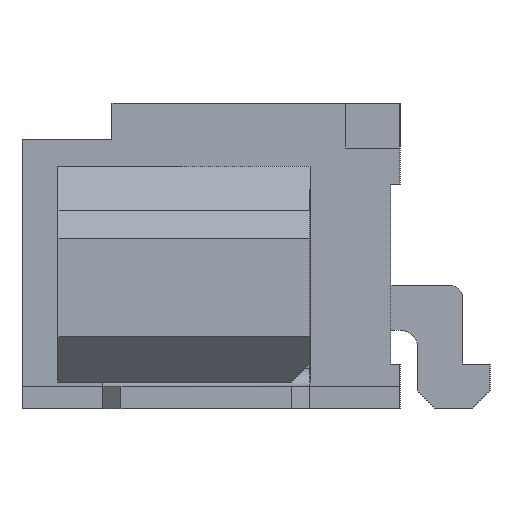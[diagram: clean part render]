
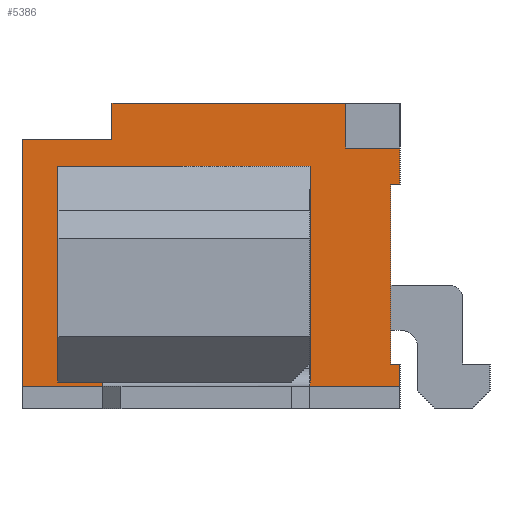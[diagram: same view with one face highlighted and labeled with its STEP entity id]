
A CAD part, left-side view. The second image highlights one B-rep face of the part: STEP entity #5386.
In plain terms, the highlighted planar face has unit normal (-1, 0, 0).
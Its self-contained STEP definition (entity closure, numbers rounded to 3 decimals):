
#69=DIRECTION('',(0.,0.,1.));
#70=VECTOR('',#69,0.25);
#71=CARTESIAN_POINT('',(-5.875,-2.1,-1.45));
#72=LINE('',#71,#70);
#189=DIRECTION('',(0.,0.,1.));
#190=VECTOR('',#189,0.4);
#191=CARTESIAN_POINT('',(-5.875,-2.1,0.8));
#192=LINE('',#191,#190);
#193=DIRECTION('',(0.,0.,1.));
#194=VECTOR('',#193,2.4);
#195=CARTESIAN_POINT('',(-5.875,-1.1,-1.4));
#196=LINE('',#195,#194);
#197=DIRECTION('',(0.,-1.,0.));
#198=VECTOR('',#197,2.8);
#199=CARTESIAN_POINT('',(-5.875,1.7,1.));
#200=LINE('',#199,#198);
#201=DIRECTION('',(0.,0.,1.));
#202=VECTOR('',#201,2.4);
#203=CARTESIAN_POINT('',(-5.875,1.7,-1.4));
#204=LINE('',#203,#202);
#205=DIRECTION('',(0.,-1.,0.));
#206=VECTOR('',#205,2.8);
#207=CARTESIAN_POINT('',(-5.875,1.7,-1.4));
#208=LINE('',#207,#206);
#209=DIRECTION('',(0.,1.,0.));
#210=VECTOR('',#209,0.6);
#211=CARTESIAN_POINT('',(-5.875,-2.1,1.2));
#212=LINE('',#211,#210);
#213=DIRECTION('',(0.,1.,0.));
#214=VECTOR('',#213,0.1);
#215=CARTESIAN_POINT('',(-5.875,-2.1,0.8));
#216=LINE('',#215,#214);
#217=DIRECTION('',(0.,0.,1.));
#218=VECTOR('',#217,2.);
#219=CARTESIAN_POINT('',(-5.875,-2.,-1.2));
#220=LINE('',#219,#218);
#221=DIRECTION('',(0.,1.,0.));
#222=VECTOR('',#221,0.1);
#223=CARTESIAN_POINT('',(-5.875,-2.1,-1.2));
#224=LINE('',#223,#222);
#225=DIRECTION('',(0.,-1.,0.));
#226=VECTOR('',#225,4.2);
#227=CARTESIAN_POINT('',(-5.875,2.1,-1.45));
#228=LINE('',#227,#226);
#229=DIRECTION('',(0.,0.,1.));
#230=VECTOR('',#229,2.75);
#231=CARTESIAN_POINT('',(-5.875,2.1,-1.45));
#232=LINE('',#231,#230);
#233=DIRECTION('',(0.,-1.,0.));
#234=VECTOR('',#233,1.);
#235=CARTESIAN_POINT('',(-5.875,2.1,1.3));
#236=LINE('',#235,#234);
#237=DIRECTION('',(0.,0.,-1.));
#238=VECTOR('',#237,0.4);
#239=CARTESIAN_POINT('',(-5.875,1.1,1.7));
#240=LINE('',#239,#238);
#241=DIRECTION('',(0.,0.,-1.));
#242=VECTOR('',#241,0.5);
#243=CARTESIAN_POINT('',(-5.875,-1.5,1.7));
#244=LINE('',#243,#242);
#1001=DIRECTION('',(0.,-1.,0.));
#1002=VECTOR('',#1001,2.6);
#1003=CARTESIAN_POINT('',(-5.875,1.1,1.7));
#1004=LINE('',#1003,#1002);
#3949=CARTESIAN_POINT('',(-5.875,1.1,1.7));
#3951=VERTEX_POINT('',#3949);
#3961=CARTESIAN_POINT('',(-5.875,2.1,1.3));
#3962=CARTESIAN_POINT('',(-5.875,1.1,1.3));
#3963=VERTEX_POINT('',#3961);
#3964=VERTEX_POINT('',#3962);
#4009=CARTESIAN_POINT('',(-5.875,-1.1,-1.4));
#4010=CARTESIAN_POINT('',(-5.875,-1.1,1.));
#4011=VERTEX_POINT('',#4009);
#4012=VERTEX_POINT('',#4010);
#4013=CARTESIAN_POINT('',(-5.875,1.7,1.));
#4014=VERTEX_POINT('',#4013);
#4015=CARTESIAN_POINT('',(-5.875,1.7,-1.4));
#4016=VERTEX_POINT('',#4015);
#4195=CARTESIAN_POINT('',(-5.875,-2.1,-1.2));
#4196=CARTESIAN_POINT('',(-5.875,-2.,-1.2));
#4197=VERTEX_POINT('',#4195);
#4198=VERTEX_POINT('',#4196);
#4199=CARTESIAN_POINT('',(-5.875,-2.,0.8));
#4200=VERTEX_POINT('',#4199);
#4201=CARTESIAN_POINT('',(-5.875,-2.1,0.8));
#4202=VERTEX_POINT('',#4201);
#4301=CARTESIAN_POINT('',(-5.875,-1.5,1.7));
#4302=VERTEX_POINT('',#4301);
#4303=CARTESIAN_POINT('',(-5.875,-2.1,1.2));
#4304=CARTESIAN_POINT('',(-5.875,-1.5,1.2));
#4305=VERTEX_POINT('',#4303);
#4306=VERTEX_POINT('',#4304);
#4679=CARTESIAN_POINT('',(-5.875,2.1,-1.45));
#4680=CARTESIAN_POINT('',(-5.875,-2.1,-1.45));
#4681=VERTEX_POINT('',#4679);
#4682=VERTEX_POINT('',#4680);
#5348=CARTESIAN_POINT('',(-5.875,2.1,-1.7));
#5349=DIRECTION('',(-1.,0.,0.));
#5350=DIRECTION('',(0.,-1.,0.));
#5351=AXIS2_PLACEMENT_3D('',#5348,#5349,#5350);
#5352=PLANE('',#5351);
#5354=ORIENTED_EDGE('',*,*,#5353,.F.);
#5355=ORIENTED_EDGE('',*,*,#5328,.F.);
#5357=ORIENTED_EDGE('',*,*,#5356,.T.);
#5359=ORIENTED_EDGE('',*,*,#5358,.F.);
#5360=ORIENTED_EDGE('',*,*,#5338,.F.);
#5361=ORIENTED_EDGE('',*,*,#5240,.F.);
#5363=ORIENTED_EDGE('',*,*,#5362,.F.);
#5365=ORIENTED_EDGE('',*,*,#5364,.T.);
#5367=ORIENTED_EDGE('',*,*,#5366,.T.);
#5369=ORIENTED_EDGE('',*,*,#5368,.F.);
#5371=ORIENTED_EDGE('',*,*,#5370,.T.);
#5373=ORIENTED_EDGE('',*,*,#5372,.T.);
#5374=EDGE_LOOP('',(#5354,#5355,#5357,#5359,#5360,#5361,#5363,#5365,#5367,#5369,
#5371,#5373));
#5375=FACE_OUTER_BOUND('',#5374,.F.);
#5377=ORIENTED_EDGE('',*,*,#5376,.T.);
#5379=ORIENTED_EDGE('',*,*,#5378,.F.);
#5381=ORIENTED_EDGE('',*,*,#5380,.F.);
#5383=ORIENTED_EDGE('',*,*,#5382,.T.);
#5384=EDGE_LOOP('',(#5377,#5379,#5381,#5383));
#5385=FACE_BOUND('',#5384,.F.);
#5386=ADVANCED_FACE('',(#5375,#5385),#5352,.T.);
#5240=EDGE_CURVE('',#4682,#4197,#72,.T.);
#5328=EDGE_CURVE('',#4202,#4305,#192,.T.);
#5338=EDGE_CURVE('',#4197,#4198,#224,.T.);
#5353=EDGE_CURVE('',#4305,#4306,#212,.T.);
#5356=EDGE_CURVE('',#4202,#4200,#216,.T.);
#5358=EDGE_CURVE('',#4198,#4200,#220,.T.);
#5362=EDGE_CURVE('',#4681,#4682,#228,.T.);
#5364=EDGE_CURVE('',#4681,#3963,#232,.T.);
#5366=EDGE_CURVE('',#3963,#3964,#236,.T.);
#5368=EDGE_CURVE('',#3951,#3964,#240,.T.);
#5370=EDGE_CURVE('',#3951,#4302,#1004,.T.);
#5372=EDGE_CURVE('',#4302,#4306,#244,.T.);
#5376=EDGE_CURVE('',#4011,#4012,#196,.T.);
#5378=EDGE_CURVE('',#4014,#4012,#200,.T.);
#5380=EDGE_CURVE('',#4016,#4014,#204,.T.);
#5382=EDGE_CURVE('',#4016,#4011,#208,.T.);
